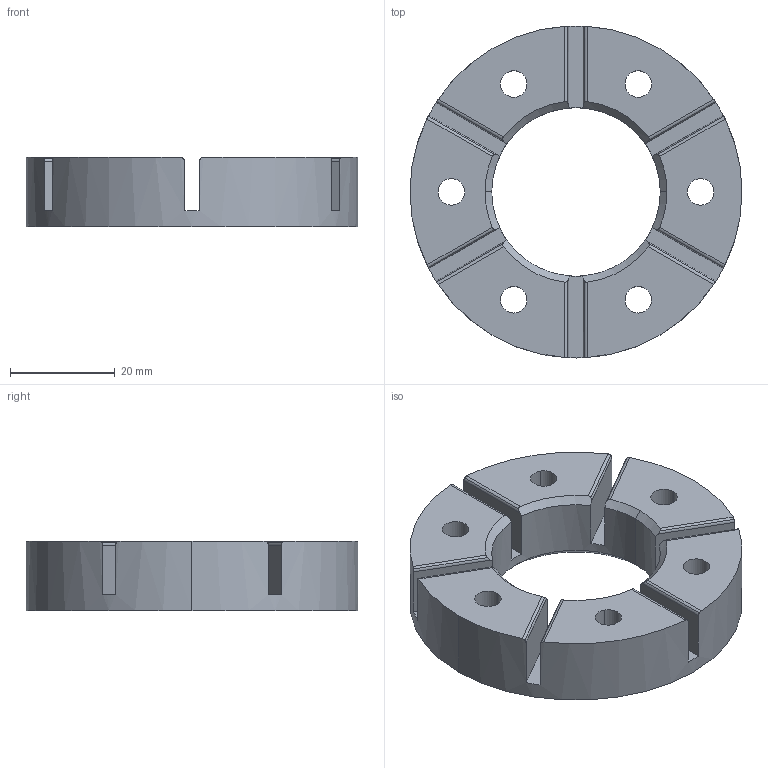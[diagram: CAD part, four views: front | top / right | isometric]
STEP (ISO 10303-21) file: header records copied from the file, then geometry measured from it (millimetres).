
FILE_DESCRIPTION((''),'2;1');
FILE_NAME('wheelhub.stp','2001-12-27T20:39:40',('Administrator'),(''),'Autodesk Inventor (tm) 3.0','Autodesk Inventor (tm) 3.0','');
FILE_SCHEMA(('CONFIG_CONTROL_DESIGN'));
Length unit declared in the file: inch
Products named in the file (1): wheelhub
Bounding box: 63.5 x 63.5 x 13.21 mm (x, y, z)
Volume: 25026.5 mm3; surface area: 11505.8 mm2
Topology: 1 solids, 1 shells, 117 faces, 326 edges, 216 vertices
Faces by surface type: plane 67, cylinder 28, bspline 12, cone 10
Entity records: 4279 total; most frequent: CARTESIAN_POINT 1260, ORIENTED_EDGE 652, DIRECTION 544, EDGE_CURVE 326, VERTEX_POINT 216, VECTOR 200, LINE 200, AXIS2_PLACEMENT_3D 172
